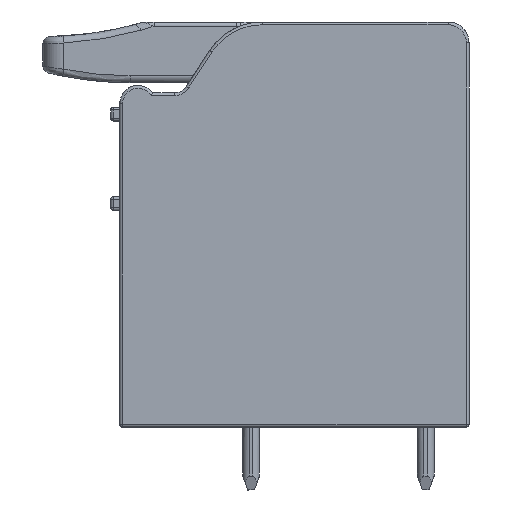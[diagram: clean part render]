
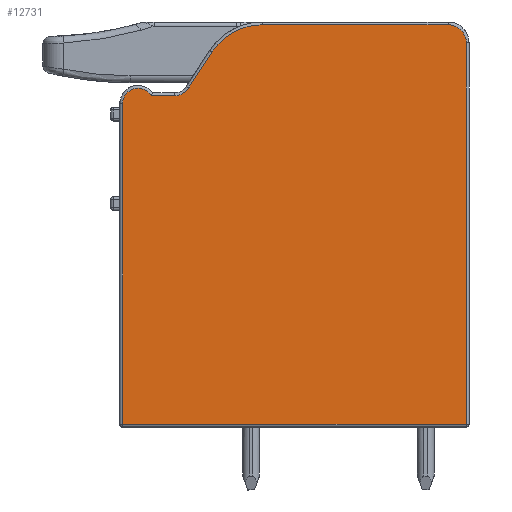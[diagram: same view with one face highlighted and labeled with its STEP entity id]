
A CAD part, front view. The second image highlights one B-rep face of the part: STEP entity #12731.
In plain terms, the highlighted planar face has unit normal (0, -1, 0).
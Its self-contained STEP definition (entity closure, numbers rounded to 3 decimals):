
#391 = EDGE_CURVE ( 'NONE', #7020, #7019, #3920, .T. ) ;
#447 = EDGE_CURVE ( 'NONE', #7021, #7020, #9306, .T. ) ;
#476 = EDGE_CURVE ( 'NONE', #7018, #7017, #9432, .T. ) ;
#524 = EDGE_CURVE ( 'NONE', #7079, #7022, #9586, .T. ) ;
#550 = EDGE_CURVE ( 'NONE', #7078, #7079, #3981, .T. ) ;
#566 = EDGE_CURVE ( 'NONE', #7019, #7018, #9874, .T. ) ;
#568 = EDGE_CURVE ( 'NONE', #7016, #7015, #9762, .T. ) ;
#571 = EDGE_CURVE ( 'NONE', #7016, #7017, #9931, .T. ) ;
#580 = EDGE_CURVE ( 'NONE', #7015, #7078, #9959, .T. ) ;
#584 = EDGE_CURVE ( 'NONE', #7022, #7021, #9759, .T. ) ;
#2438 = FACE_OUTER_BOUND ( 'NONE', #18310, .T. ) ;
#2441 = AXIS2_PLACEMENT_3D ( 'NONE', #16924, #16925, #16926 ) ;
#3920 = CIRCLE ( 'NONE', #14200, 1.1 ) ;
#3981 = CIRCLE ( 'NONE', #7703, 4.3 ) ;
#4490 = ORIENTED_EDGE ( 'NONE', *, *, #584, .T. ) ;
#4492 = ORIENTED_EDGE ( 'NONE', *, *, #391, .T. ) ;
#4493 = ORIENTED_EDGE ( 'NONE', *, *, #447, .T. ) ;
#4494 = ORIENTED_EDGE ( 'NONE', *, *, #566, .T. ) ;
#4495 = ORIENTED_EDGE ( 'NONE', *, *, #476, .T. ) ;
#4496 = ORIENTED_EDGE ( 'NONE', *, *, #571, .F. ) ;
#4497 = ORIENTED_EDGE ( 'NONE', *, *, #568, .T. ) ;
#4498 = ORIENTED_EDGE ( 'NONE', *, *, #580, .T. ) ;
#4499 = ORIENTED_EDGE ( 'NONE', *, *, #550, .T. ) ;
#4500 = ORIENTED_EDGE ( 'NONE', *, *, #524, .T. ) ;
#7015 = VERTEX_POINT ( 'NONE', #14546 ) ;
#7016 = VERTEX_POINT ( 'NONE', #14547 ) ;
#7017 = VERTEX_POINT ( 'NONE', #14548 ) ;
#7018 = VERTEX_POINT ( 'NONE', #14549 ) ;
#7019 = VERTEX_POINT ( 'NONE', #14550 ) ;
#7020 = VERTEX_POINT ( 'NONE', #14551 ) ;
#7021 = VERTEX_POINT ( 'NONE', #14552 ) ;
#7022 = VERTEX_POINT ( 'NONE', #14553 ) ;
#7078 = VERTEX_POINT ( 'NONE', #14609 ) ;
#7079 = VERTEX_POINT ( 'NONE', #14610 ) ;
#7601 = VECTOR ( 'NONE', #9308, 1000. ) ;
#7632 = VECTOR ( 'NONE', #9434, 1000. ) ;
#7677 = VECTOR ( 'NONE', #9588, 1000. ) ;
#7703 = AXIS2_PLACEMENT_3D ( 'NONE', #9796, #9797, #9798 ) ;
#7717 = VECTOR ( 'NONE', #9876, 1000. ) ;
#7722 = VECTOR ( 'NONE', #9933, 1000. ) ;
#7734 = VECTOR ( 'NONE', #9961, 1000. ) ;
#8853 = CARTESIAN_POINT ( 'NONE',  ( -11.2, -55.4, 8.658 ) ) ;
#8854 = DIRECTION ( 'NONE',  ( 0., -1., 0. ) ) ;
#8855 = DIRECTION ( 'NONE',  ( 0., 0., -1. ) ) ;
#9306 = LINE ( 'NONE', #9307, #7601 ) ;
#9307 = CARTESIAN_POINT ( 'NONE',  ( -11.2, -55.4, 9.227 ) ) ;
#9308 = DIRECTION ( 'NONE',  ( -1., 0., 0. ) ) ;
#9432 = LINE ( 'NONE', #9433, #7632 ) ;
#9433 = CARTESIAN_POINT ( 'NONE',  ( -11.2, -55.4, -14.3 ) ) ;
#9434 = DIRECTION ( 'NONE',  ( 1., 0., 0. ) ) ;
#9586 = LINE ( 'NONE', #9587, #7677 ) ;
#9587 = CARTESIAN_POINT ( 'NONE',  ( -5.906, -55.4, 12.342 ) ) ;
#9588 = DIRECTION ( 'NONE',  ( -0.545, 0., -0.839 ) ) ;
#9759 = B_SPLINE_CURVE_WITH_KNOTS ( 'NONE', 3,
 ( #9974, #9975, #9976, #9977, #9978, #9979 ),
 .UNSPECIFIED., .F., .F.,
 ( 4, 2, 4 ),
 ( 0., 0.5, 1. ),
 .UNSPECIFIED. ) ;
#9762 = B_SPLINE_CURVE_WITH_KNOTS ( 'NONE', 3,
 ( #9877, #9881, #9882, #9883, #9884, #9885, #9886, #9887, #9888, #9889, #9890, #9891, #9892, #9893, #9894, #9895, #9896, #9897 ),
 .UNSPECIFIED., .F., .F.,
 ( 4, 1, 1, 2, 2, 2, 1, 1, 2, 2, 4 ),
 ( 0., 0.125, 0.187, 0.219, 0.25, 0.5, 0.625, 0.687, 0.719, 0.75, 1. ),
 .UNSPECIFIED. ) ;
#9796 = CARTESIAN_POINT ( 'NONE',  ( -2.3, -55.4, 10. ) ) ;
#9797 = DIRECTION ( 'NONE',  ( 0., -1., 0. ) ) ;
#9798 = DIRECTION ( 'NONE',  ( 0., 0., -1. ) ) ;
#9874 = LINE ( 'NONE', #9875, #7717 ) ;
#9875 = CARTESIAN_POINT ( 'NONE',  ( -12.3, -55.4, 8.658 ) ) ;
#9876 = DIRECTION ( 'NONE',  ( 0., 0., -1. ) ) ;
#9877 = CARTESIAN_POINT ( 'NONE',  ( 12.3, -55.4, 13. ) ) ;
#9881 = CARTESIAN_POINT ( 'NONE',  ( 12.3, -55.4, 13.083 ) ) ;
#9882 = CARTESIAN_POINT ( 'NONE',  ( 12.288, -55.4, 13.204 ) ) ;
#9883 = CARTESIAN_POINT ( 'NONE',  ( 12.255, -55.4, 13.343 ) ) ;
#9884 = CARTESIAN_POINT ( 'NONE',  ( 12.237, -55.4, 13.401 ) ) ;
#9885 = CARTESIAN_POINT ( 'NONE',  ( 12.223, -55.4, 13.44 ) ) ;
#9886 = CARTESIAN_POINT ( 'NONE',  ( 12.217, -55.4, 13.458 ) ) ;
#9887 = CARTESIAN_POINT ( 'NONE',  ( 12.143, -55.4, 13.645 ) ) ;
#9888 = CARTESIAN_POINT ( 'NONE',  ( 12.046, -55.4, 13.793 ) ) ;
#9889 = CARTESIAN_POINT ( 'NONE',  ( 11.856, -55.4, 13.982 ) ) ;
#9890 = CARTESIAN_POINT ( 'NONE',  ( 11.754, -55.4, 14.066 ) ) ;
#9891 = CARTESIAN_POINT ( 'NONE',  ( 11.621, -55.4, 14.144 ) ) ;
#9892 = CARTESIAN_POINT ( 'NONE',  ( 11.561, -55.4, 14.173 ) ) ;
#9893 = CARTESIAN_POINT ( 'NONE',  ( 11.52, -55.4, 14.192 ) ) ;
#9894 = CARTESIAN_POINT ( 'NONE',  ( 11.498, -55.4, 14.201 ) ) ;
#9895 = CARTESIAN_POINT ( 'NONE',  ( 11.326, -55.4, 14.269 ) ) ;
#9896 = CARTESIAN_POINT ( 'NONE',  ( 11.166, -55.4, 14.3 ) ) ;
#9897 = CARTESIAN_POINT ( 'NONE',  ( 11., -55.4, 14.3 ) ) ;
#9931 = LINE ( 'NONE', #9932, #7722 ) ;
#9932 = CARTESIAN_POINT ( 'NONE',  ( 12.3, -55.4, 8.658 ) ) ;
#9933 = DIRECTION ( 'NONE',  ( 0., 0., -1. ) ) ;
#9959 = LINE ( 'NONE', #9960, #7734 ) ;
#9960 = CARTESIAN_POINT ( 'NONE',  ( -11.2, -55.4, 14.3 ) ) ;
#9961 = DIRECTION ( 'NONE',  ( -1., 0., 0. ) ) ;
#9974 = CARTESIAN_POINT ( 'NONE',  ( -7.574, -55.4, 9.774 ) ) ;
#9975 = CARTESIAN_POINT ( 'NONE',  ( -7.685, -55.4, 9.603 ) ) ;
#9976 = CARTESIAN_POINT ( 'NONE',  ( -7.83, -55.4, 9.469 ) ) ;
#9977 = CARTESIAN_POINT ( 'NONE',  ( -8.186, -55.4, 9.276 ) ) ;
#9978 = CARTESIAN_POINT ( 'NONE',  ( -8.377, -55.4, 9.227 ) ) ;
#9979 = CARTESIAN_POINT ( 'NONE',  ( -8.581, -55.4, 9.227 ) ) ;
#12731 = ADVANCED_FACE ( 'NONE', ( #2438 ), #16923, .T. ) ;
#14200 = AXIS2_PLACEMENT_3D ( 'NONE', #8853, #8854, #8855 ) ;
#14546 = CARTESIAN_POINT ( 'NONE',  ( 11., -55.4, 14.3 ) ) ;
#14547 = CARTESIAN_POINT ( 'NONE',  ( 12.3, -55.4, 13. ) ) ;
#14548 = CARTESIAN_POINT ( 'NONE',  ( 12.3, -55.4, -14.3 ) ) ;
#14549 = CARTESIAN_POINT ( 'NONE',  ( -12.3, -55.4, -14.3 ) ) ;
#14550 = CARTESIAN_POINT ( 'NONE',  ( -12.3, -55.4, 8.658 ) ) ;
#14551 = CARTESIAN_POINT ( 'NONE',  ( -10.259, -55.4, 9.227 ) ) ;
#14552 = CARTESIAN_POINT ( 'NONE',  ( -8.581, -55.4, 9.227 ) ) ;
#14553 = CARTESIAN_POINT ( 'NONE',  ( -7.574, -55.4, 9.774 ) ) ;
#14609 = CARTESIAN_POINT ( 'NONE',  ( -2.3, -55.4, 14.3 ) ) ;
#14610 = CARTESIAN_POINT ( 'NONE',  ( -5.906, -55.4, 12.342 ) ) ;
#16923 = PLANE ( 'NONE',  #2441 ) ;
#16924 = CARTESIAN_POINT ( 'NONE',  ( -11.2, -55.4, 8.658 ) ) ;
#16925 = DIRECTION ( 'NONE',  ( 0., -1., 0. ) ) ;
#16926 = DIRECTION ( 'NONE',  ( 0., 0., -1. ) ) ;
#18310 = EDGE_LOOP ( 'NONE', ( #4490, #4493, #4492, #4494, #4495, #4496, #4497, #4498, #4499, #4500 ) ) ;
